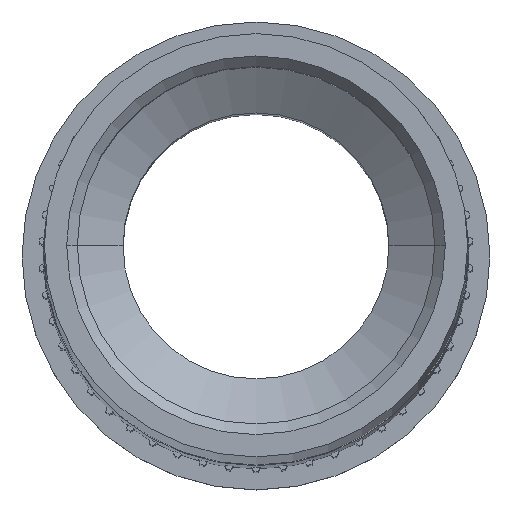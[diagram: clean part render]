
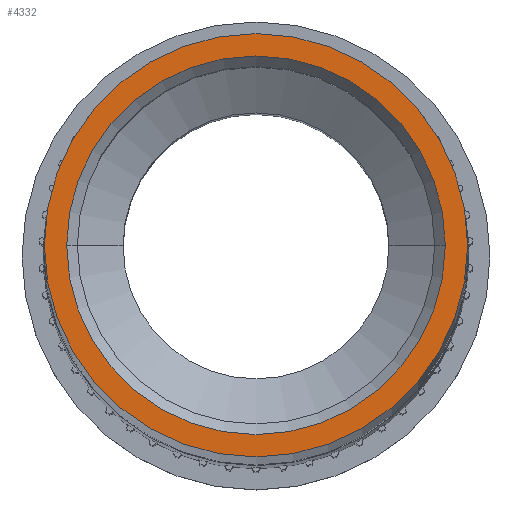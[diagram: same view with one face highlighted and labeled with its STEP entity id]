
A CAD part, top view. The second image highlights one B-rep face of the part: STEP entity #4332.
In plain terms, the highlighted planar face has unit normal (0, 0, 1).
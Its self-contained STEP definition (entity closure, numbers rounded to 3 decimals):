
#197 = CARTESIAN_POINT ( 'NONE',  ( 0., 0., 29. ) ) ;
#341 = EDGE_CURVE ( 'NONE', #9649, #8741, #11402, .T. ) ;
#362 = CARTESIAN_POINT ( 'NONE',  ( -0.995, 0., 29. ) ) ;
#499 = DIRECTION ( 'NONE',  ( 1., 0., 0. ) ) ;
#640 = CARTESIAN_POINT ( 'NONE',  ( 0., 0., 29. ) ) ;
#878 = VERTEX_POINT ( 'NONE', #3104 ) ;
#888 = AXIS2_PLACEMENT_3D ( 'NONE', #12105, #5177, #7181 ) ;
#1361 = ORIENTED_EDGE ( 'NONE', *, *, #13639, .T. ) ;
#1487 = DIRECTION ( 'NONE',  ( 1., 0., 0. ) ) ;
#1931 = CIRCLE ( 'NONE', #9127, 0.89 ) ;
#2148 = EDGE_LOOP ( 'NONE', ( #9222, #4140 ) ) ;
#3104 = CARTESIAN_POINT ( 'NONE',  ( -0.89, 0., 29. ) ) ;
#3856 = VERTEX_POINT ( 'NONE', #8105 ) ;
#4140 = ORIENTED_EDGE ( 'NONE', *, *, #10165, .T. ) ;
#4332 = ADVANCED_FACE ( 'NONE', ( #16218, #6531 ), #4428, .T. ) ;
#4428 = PLANE ( 'NONE',  #8594 ) ;
#5177 = DIRECTION ( 'NONE',  ( 0., 0., 1. ) ) ;
#5228 = DIRECTION ( 'NONE',  ( 0., 0., 1. ) ) ;
#5707 = DIRECTION ( 'NONE',  ( 0., 0., 1. ) ) ;
#6531 = FACE_OUTER_BOUND ( 'NONE', #2148, .T. ) ;
#7181 = DIRECTION ( 'NONE',  ( 1., 0., 0. ) ) ;
#7292 = CIRCLE ( 'NONE', #13453, 0.995 ) ;
#8060 = DIRECTION ( 'NONE',  ( 0., 0., -1. ) ) ;
#8105 = CARTESIAN_POINT ( 'NONE',  ( 0.89, 0., 29. ) ) ;
#8397 = ORIENTED_EDGE ( 'NONE', *, *, #10953, .T. ) ;
#8594 = AXIS2_PLACEMENT_3D ( 'NONE', #640, #5707, #14531 ) ;
#8741 = VERTEX_POINT ( 'NONE', #362 ) ;
#9040 = DIRECTION ( 'NONE',  ( 0., 0., -1. ) ) ;
#9127 = AXIS2_PLACEMENT_3D ( 'NONE', #197, #9040, #1487 ) ;
#9222 = ORIENTED_EDGE ( 'NONE', *, *, #341, .T. ) ;
#9399 = CIRCLE ( 'NONE', #14753, 0.89 ) ;
#9649 = VERTEX_POINT ( 'NONE', #14954 ) ;
#10165 = EDGE_CURVE ( 'NONE', #8741, #9649, #7292, .T. ) ;
#10953 = EDGE_CURVE ( 'NONE', #3856, #878, #1931, .T. ) ;
#11179 = EDGE_LOOP ( 'NONE', ( #8397, #1361 ) ) ;
#11402 = CIRCLE ( 'NONE', #888, 0.995 ) ;
#12105 = CARTESIAN_POINT ( 'NONE',  ( 0., 0., 29. ) ) ;
#12765 = CARTESIAN_POINT ( 'NONE',  ( 0., 0., 29. ) ) ;
#13453 = AXIS2_PLACEMENT_3D ( 'NONE', #12765, #5228, #14044 ) ;
#13639 = EDGE_CURVE ( 'NONE', #878, #3856, #9399, .T. ) ;
#14044 = DIRECTION ( 'NONE',  ( 1., 0., 0. ) ) ;
#14531 = DIRECTION ( 'NONE',  ( 1., 0., 0. ) ) ;
#14753 = AXIS2_PLACEMENT_3D ( 'NONE', #15606, #8060, #499 ) ;
#14954 = CARTESIAN_POINT ( 'NONE',  ( 0.995, 0., 29. ) ) ;
#15606 = CARTESIAN_POINT ( 'NONE',  ( 0., 0., 29. ) ) ;
#16218 = FACE_BOUND ( 'NONE', #11179, .T. ) ;
